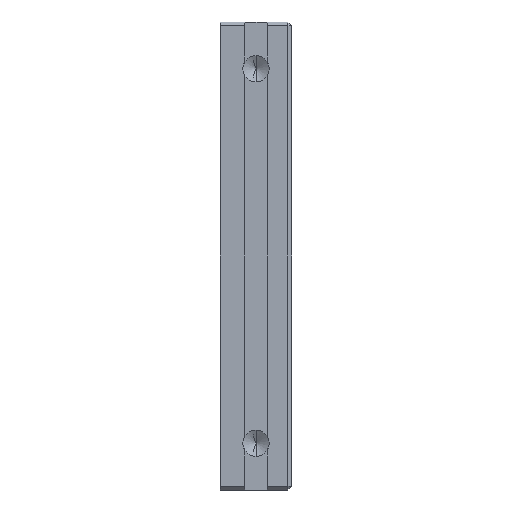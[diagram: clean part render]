
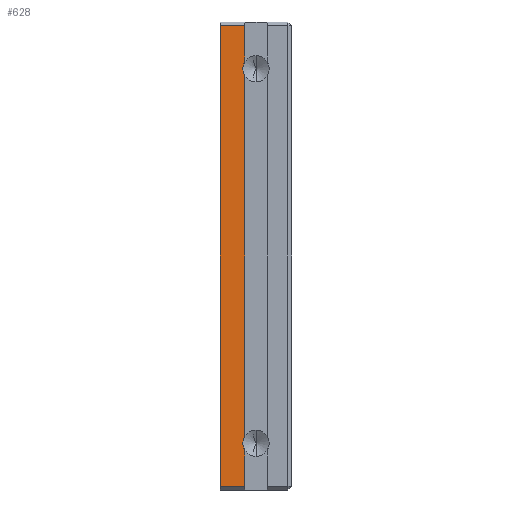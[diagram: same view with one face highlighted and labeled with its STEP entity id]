
A CAD part, front view. The second image highlights one B-rep face of the part: STEP entity #628.
In plain terms, the highlighted planar face has unit normal (0, -1, 0).
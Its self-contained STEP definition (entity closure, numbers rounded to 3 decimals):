
#10 = VECTOR ( 'NONE', #1573, 1000. ) ;
#13 = LINE ( 'NONE', #1574, #10 ) ;
#76 = CIRCLE ( 'NONE', #1448, 3.5 ) ;
#165 = VECTOR ( 'NONE', #1824, 1000. ) ;
#183 = VECTOR ( 'NONE', #1834, 1000. ) ;
#185 = VECTOR ( 'NONE', #1570, 1000. ) ;
#193 = LINE ( 'NONE', #1877, #183 ) ;
#212 = VECTOR ( 'NONE', #1864, 1000. ) ;
#213 = LINE ( 'NONE', #1933, #212 ) ;
#220 = LINE ( 'NONE', #1564, #185 ) ;
#221 = LINE ( 'NONE', #1866, #165 ) ;
#229 = VECTOR ( 'NONE', #1796, 1000. ) ;
#245 = LINE ( 'NONE', #1530, #229 ) ;
#255 = CIRCLE ( 'NONE', #1427, 3.5 ) ;
#281 = VERTEX_POINT ( 'NONE', #1044 ) ;
#325 = VERTEX_POINT ( 'NONE', #1139 ) ;
#370 = VERTEX_POINT ( 'NONE', #1120 ) ;
#430 = FACE_OUTER_BOUND ( 'NONE', #591, .T. ) ;
#521 = VERTEX_POINT ( 'NONE', #1089 ) ;
#567 = VERTEX_POINT ( 'NONE', #1077 ) ;
#591 = EDGE_LOOP ( 'NONE', ( #1214, #1179, #1275, #1317, #1390, #1181, #1251, #1384 ) ) ;
#615 = VERTEX_POINT ( 'NONE', #1074 ) ;
#628 = ADVANCED_FACE ( 'NONE', ( #430 ), #1050, .T. ) ;
#698 = AXIS2_PLACEMENT_3D ( 'NONE', #1053, #1047, #1045 ) ;
#715 = EDGE_CURVE ( 'NONE', #615, #521, #213, .T. ) ;
#748 = EDGE_CURVE ( 'NONE', #281, #521, #220, .T. ) ;
#749 = EDGE_CURVE ( 'NONE', #615, #325, #193, .T. ) ;
#754 = EDGE_CURVE ( 'NONE', #1259, #370, #221, .T. ) ;
#800 = EDGE_CURVE ( 'NONE', #325, #1259, #76, .T. ) ;
#840 = EDGE_CURVE ( 'NONE', #281, #1273, #13, .T. ) ;
#852 = EDGE_CURVE ( 'NONE', #370, #567, #255, .T. ) ;
#860 = EDGE_CURVE ( 'NONE', #567, #1273, #245, .T. ) ;
#1044 = CARTESIAN_POINT ( 'NONE',  ( 0., 0., -61.5 ) ) ;
#1045 = DIRECTION ( 'NONE',  ( 0., 0., -1. ) ) ;
#1047 = DIRECTION ( 'NONE',  ( 0., -1., 0. ) ) ;
#1050 = PLANE ( 'NONE',  #698 ) ;
#1053 = CARTESIAN_POINT ( 'NONE',  ( 0., 0., -62.5 ) ) ;
#1074 = CARTESIAN_POINT ( 'NONE',  ( 6.5, 0., 61.5 ) ) ;
#1077 = CARTESIAN_POINT ( 'NONE',  ( 6.5, 0., -51.803 ) ) ;
#1089 = CARTESIAN_POINT ( 'NONE',  ( 0., 0., 61.5 ) ) ;
#1120 = CARTESIAN_POINT ( 'NONE',  ( 6.5, 0., -48.197 ) ) ;
#1139 = CARTESIAN_POINT ( 'NONE',  ( 6.5, 0., 51.803 ) ) ;
#1179 = ORIENTED_EDGE ( 'NONE', *, *, #754, .F. ) ;
#1181 = ORIENTED_EDGE ( 'NONE', *, *, #748, .F. ) ;
#1214 = ORIENTED_EDGE ( 'NONE', *, *, #852, .F. ) ;
#1251 = ORIENTED_EDGE ( 'NONE', *, *, #840, .T. ) ;
#1259 = VERTEX_POINT ( 'NONE', #1788 ) ;
#1273 = VERTEX_POINT ( 'NONE', #1707 ) ;
#1275 = ORIENTED_EDGE ( 'NONE', *, *, #800, .F. ) ;
#1317 = ORIENTED_EDGE ( 'NONE', *, *, #749, .F. ) ;
#1384 = ORIENTED_EDGE ( 'NONE', *, *, #860, .F. ) ;
#1390 = ORIENTED_EDGE ( 'NONE', *, *, #715, .T. ) ;
#1427 = AXIS2_PLACEMENT_3D ( 'NONE', #1534, #1533, #1532 ) ;
#1448 = AXIS2_PLACEMENT_3D ( 'NONE', #1688, #1687, #1686 ) ;
#1530 = CARTESIAN_POINT ( 'NONE',  ( 6.5, 0., 226.778 ) ) ;
#1532 = DIRECTION ( 'NONE',  ( 0., 0., -1. ) ) ;
#1533 = DIRECTION ( 'NONE',  ( 0., -1., 0. ) ) ;
#1534 = CARTESIAN_POINT ( 'NONE',  ( 9.5, 0., -50. ) ) ;
#1564 = CARTESIAN_POINT ( 'NONE',  ( 0., 0., -62.5 ) ) ;
#1570 = DIRECTION ( 'NONE',  ( 0., 0., 1. ) ) ;
#1573 = DIRECTION ( 'NONE',  ( 1., 0., 0. ) ) ;
#1574 = CARTESIAN_POINT ( 'NONE',  ( 19., 0., -61.5 ) ) ;
#1686 = DIRECTION ( 'NONE',  ( 0., 0., -1. ) ) ;
#1687 = DIRECTION ( 'NONE',  ( 0., -1., 0. ) ) ;
#1688 = CARTESIAN_POINT ( 'NONE',  ( 9.5, 0., 50. ) ) ;
#1707 = CARTESIAN_POINT ( 'NONE',  ( 6.5, 0., -61.5 ) ) ;
#1788 = CARTESIAN_POINT ( 'NONE',  ( 6.5, 0., 48.197 ) ) ;
#1796 = DIRECTION ( 'NONE',  ( 0., 0., -1. ) ) ;
#1824 = DIRECTION ( 'NONE',  ( 0., 0., -1. ) ) ;
#1834 = DIRECTION ( 'NONE',  ( 0., 0., -1. ) ) ;
#1864 = DIRECTION ( 'NONE',  ( -1., 0., 0. ) ) ;
#1866 = CARTESIAN_POINT ( 'NONE',  ( 6.5, 0., 226.778 ) ) ;
#1877 = CARTESIAN_POINT ( 'NONE',  ( 6.5, 0., 226.778 ) ) ;
#1933 = CARTESIAN_POINT ( 'NONE',  ( 0., 0., 61.5 ) ) ;
